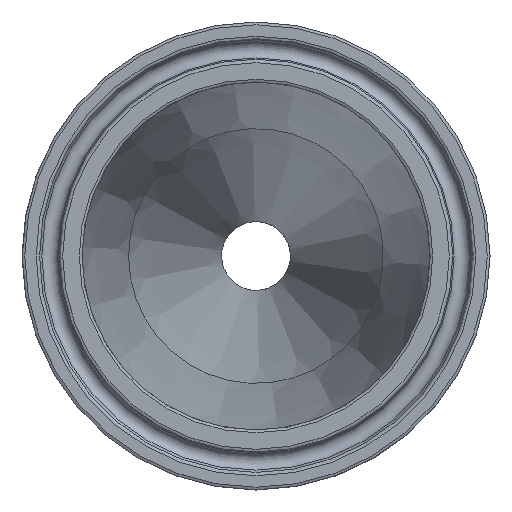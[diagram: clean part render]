
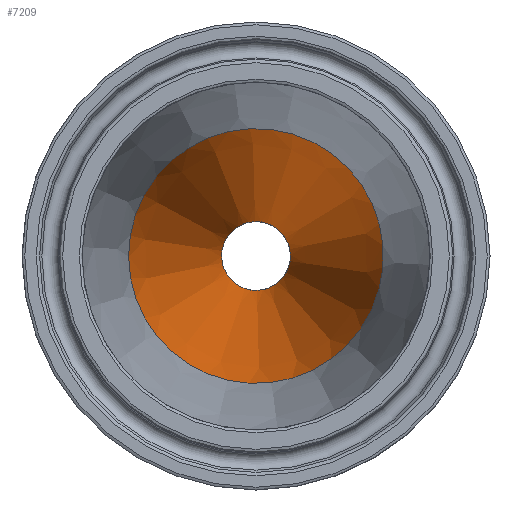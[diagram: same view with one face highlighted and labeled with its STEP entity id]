
A CAD part, left-side view. The second image highlights one B-rep face of the part: STEP entity #7209.
In plain terms, the highlighted conical face has half-angle 11.31 degrees and reference radius 11.049 mm.
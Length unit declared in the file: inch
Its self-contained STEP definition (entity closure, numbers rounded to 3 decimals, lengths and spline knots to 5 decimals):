
#72=FACE_BOUND('',#1290,.T.);
#856=FACE_OUTER_BOUND('',#1289,.T.);
#1289=EDGE_LOOP('',(#6673));
#1290=EDGE_LOOP('',(#6674));
#1468=CIRCLE('',#7593,0.685);
#1469=CIRCLE('',#7594,0.185);
#3515=VERTEX_POINT('',#15907);
#3516=VERTEX_POINT('',#15909);
#4578=EDGE_CURVE('',#3515,#3515,#1468,.T.);
#4579=EDGE_CURVE('',#3516,#3516,#1469,.T.);
#6673=ORIENTED_EDGE('',*,*,#4578,.F.);
#6674=ORIENTED_EDGE('',*,*,#4579,.T.);
#6767=CONICAL_SURFACE('',#7592,0.435,11.31);
#7209=ADVANCED_FACE('',(#856,#72),#6767,.F.);
#7592=AXIS2_PLACEMENT_3D('',#15906,#8820,#8821);
#7593=AXIS2_PLACEMENT_3D('',#15908,#8822,#8823);
#7594=AXIS2_PLACEMENT_3D('',#15910,#8824,#8825);
#8820=DIRECTION('center_axis',(-1.,0.,0.));
#8821=DIRECTION('ref_axis',(0.,0.879,0.477));
#8822=DIRECTION('center_axis',(1.,0.,0.));
#8823=DIRECTION('ref_axis',(0.,0.224,-0.975));
#8824=DIRECTION('center_axis',(1.,0.,0.));
#8825=DIRECTION('ref_axis',(0.,0.,
-1.));
#15906=CARTESIAN_POINT('Origin',(3.75,0.,0.));
#15907=CARTESIAN_POINT('',(2.5,0.15317,-0.66766));
#15908=CARTESIAN_POINT('Origin',(2.5,0.,0.));
#15909=CARTESIAN_POINT('',(5.,0.16263,0.08818));
#15910=CARTESIAN_POINT('Origin',(5.,0.,0.));
